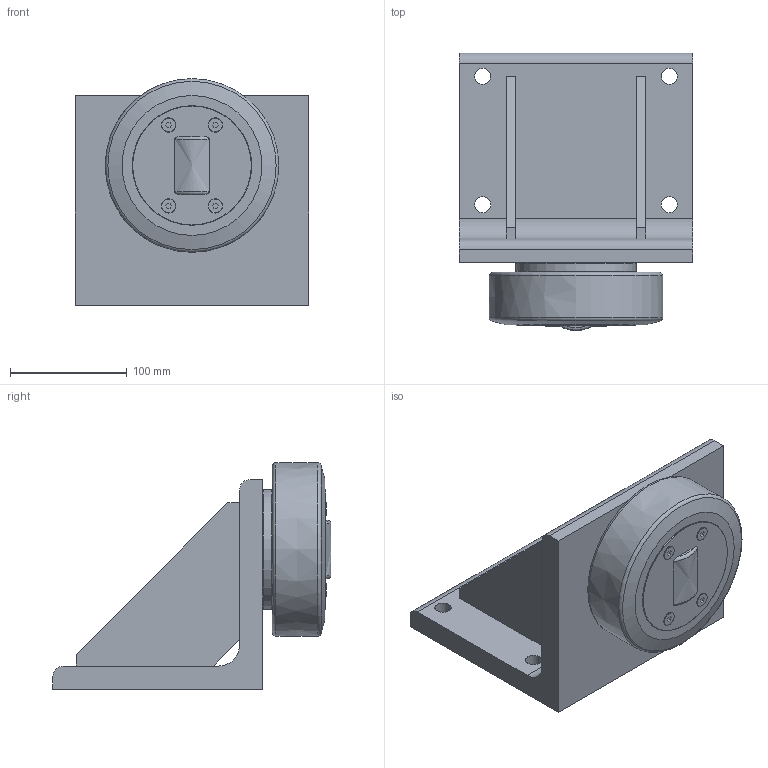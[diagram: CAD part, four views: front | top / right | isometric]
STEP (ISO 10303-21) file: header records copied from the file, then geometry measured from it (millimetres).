
FILE_DESCRIPTION(/* description */ ('-','CAx-IF Rec.Pracs.---Representation and Presentation of Product Manufacturing Information (PMI)---4.0---2014-10-13'),/* implementation_level */ '2;1');
FILE_NAME(/* name */ 'c2a249a8-123c-419c-9985-6af58b3ee905.stp',/* time_stamp */ '2020-04-01T16:40:23+02:00',/* author */ ('-'),/* organization */ ('NTI CADcenter A/S'),/* preprocessor_version */ 'ST-DEVELOPER v18',/* originating_system */ 'Autodesk Inventor 2020',/* authorisation */ '-');
FILE_SCHEMA (('AP242_MANAGED_MODEL_BASED_3D_ENGINEERING_MIM_LF { 1 0 10303 442 1 1 4 }'));
Length unit declared in the file: millimetre
Products named in the file (1): TR 150.0200 BW1200_Kontur
Bounding box: 200 x 238.5 x 194.49 mm (x, y, z)
Volume: 2378639 mm3; surface area: 241008.9 mm2
Topology: 1 solids, 1 shells, 86 faces, 229 edges, 158 vertices
Faces by surface type: plane 58, cylinder 14, cone 8, torus 4, bspline 2
Full cylindrical faces by diameter (mm): 11.7 x4, 13.835 x4, 101.4 x1, 102.5 x1, 103 x1
Entity records: 2839 total; most frequent: CARTESIAN_POINT 554, DIRECTION 466, ORIENTED_EDGE 458, EDGE_CURVE 229, VERTEX_POINT 158, AXIS2_PLACEMENT_3D 158, LINE 150, VECTOR 150
